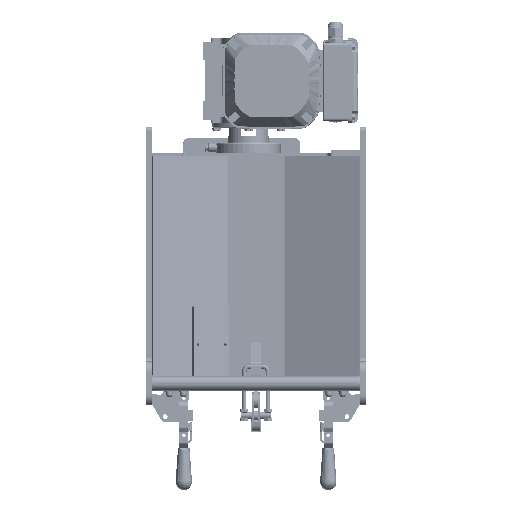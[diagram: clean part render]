
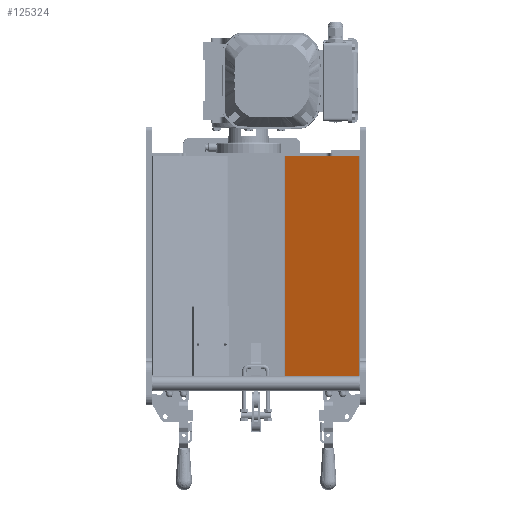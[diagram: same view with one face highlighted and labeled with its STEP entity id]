
A CAD part, left-side view. The second image highlights one B-rep face of the part: STEP entity #125324.
In plain terms, the highlighted planar face has unit normal (-0.932, 0.363, 0).
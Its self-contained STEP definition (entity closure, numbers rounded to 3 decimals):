
#7260=LINE('',#200918,#16554);
#7261=LINE('',#200921,#16555);
#7262=LINE('',#200923,#16556);
#7263=LINE('',#200924,#16557);
#16554=VECTOR('',#156890,10.);
#16555=VECTOR('',#156893,10.);
#16556=VECTOR('',#156894,10.);
#16557=VECTOR('',#156895,10.);
#26858=FACE_OUTER_BOUND('',#33749,.T.);
#33749=EDGE_LOOP('',(#89520,#89521,#89522,#89523));
#50617=VERTEX_POINT('',#200914);
#50618=VERTEX_POINT('',#200916);
#50619=VERTEX_POINT('',#200920);
#50620=VERTEX_POINT('',#200922);
#64939=EDGE_CURVE('',#50618,#50617,#7260,.T.);
#64940=EDGE_CURVE('',#50619,#50617,#7261,.T.);
#64941=EDGE_CURVE('',#50618,#50620,#7262,.T.);
#64942=EDGE_CURVE('',#50620,#50619,#7263,.T.);
#89520=ORIENTED_EDGE('',*,*,#64940,.T.);
#89521=ORIENTED_EDGE('',*,*,#64939,.F.);
#89522=ORIENTED_EDGE('',*,*,#64941,.T.);
#89523=ORIENTED_EDGE('',*,*,#64942,.T.);
#114213=PLANE('',#134688);
#125324=ADVANCED_FACE('',(#26858),#114213,.T.);
#134688=AXIS2_PLACEMENT_3D('',#200919,#156891,#156892);
#156890=DIRECTION('',(0.,0.,-1.));
#156891=DIRECTION('center_axis',(-0.932,0.363,0.));
#156892=DIRECTION('ref_axis',(0.,0.,
-1.));
#156893=DIRECTION('',(-0.363,-0.932,0.));
#156894=DIRECTION('',(0.363,0.932,0.));
#156895=DIRECTION('',(0.,0.,-1.));
#200914=CARTESIAN_POINT('',(-262.795,-140.91,-150.));
#200916=CARTESIAN_POINT('',(-262.795,-140.91,150.));
#200918=CARTESIAN_POINT('',(-262.795,-140.91,150.));
#200919=CARTESIAN_POINT('Origin',(-223.205,-39.367,150.));
#200920=CARTESIAN_POINT('',(-223.205,-39.367,-150.));
#200921=CARTESIAN_POINT('',(-262.795,-140.91,-150.));
#200922=CARTESIAN_POINT('',(-223.205,-39.367,150.));
#200923=CARTESIAN_POINT('',(-262.795,-140.91,150.));
#200924=CARTESIAN_POINT('',(-223.205,-39.367,150.));
